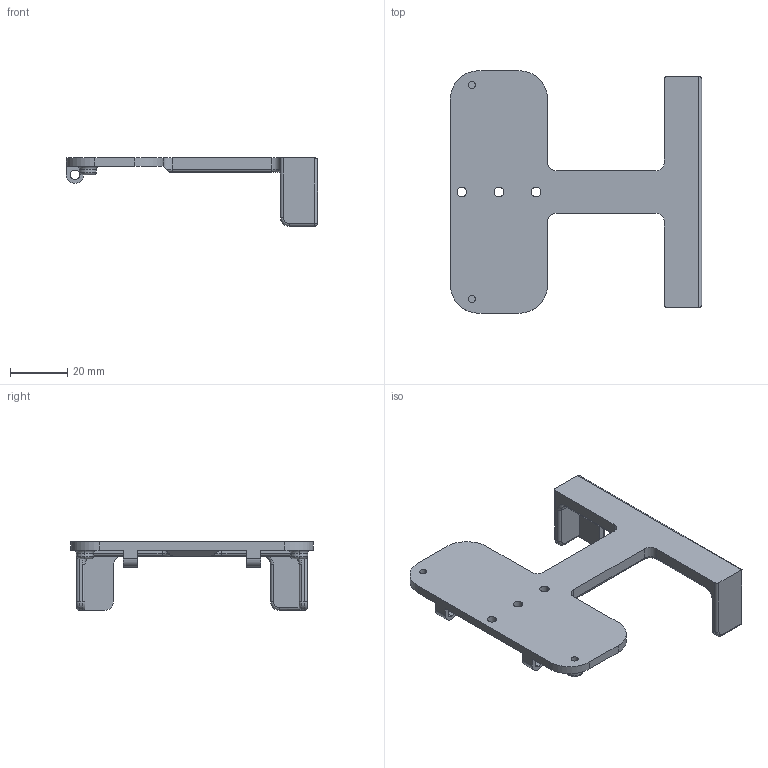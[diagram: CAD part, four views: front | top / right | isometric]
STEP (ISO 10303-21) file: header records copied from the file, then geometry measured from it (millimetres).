
FILE_DESCRIPTION (( 'STEP AP214' ), '1' );
FILE_NAME ('camera_mount_adjustable.STEP', '2024-11-19T04:28:34', ( '' ), ( '' ), 'SwSTEP 2.0', 'SolidWorks 2018', '' );
FILE_SCHEMA (( 'AUTOMOTIVE_DESIGN' ));
Length unit declared in the file: millimetre
Products named in the file (1): camera_mount_adjustable
Bounding box: 88 x 85 x 24 mm (x, y, z)
Volume: 19591.3 mm3; surface area: 13021.7 mm2
Topology: 1 solids, 1 shells, 119 faces, 293 edges, 178 vertices
Faces by surface type: cylinder 61, plane 32, torus 24, sphere 2
Entity records: 3582 total; most frequent: DIRECTION 671, CARTESIAN_POINT 629, ORIENTED_EDGE 582, EDGE_CURVE 291, AXIS2_PLACEMENT_3D 268, VERTEX_POINT 178, CIRCLE 148, LINE 135
